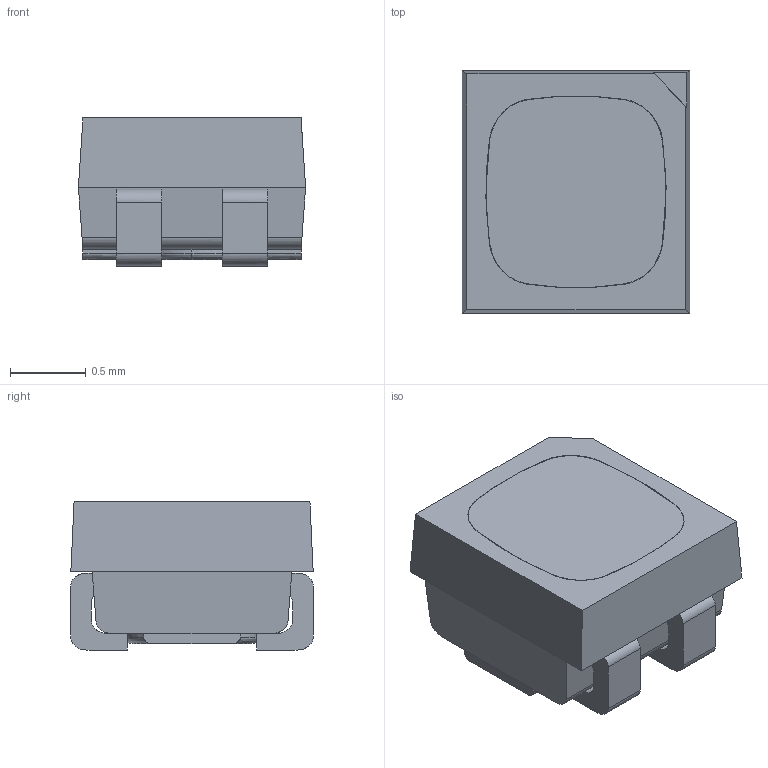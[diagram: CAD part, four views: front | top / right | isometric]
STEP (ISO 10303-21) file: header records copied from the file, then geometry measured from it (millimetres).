
FILE_DESCRIPTION(/* description */ ('STEP AP214'),/* implementation_level */ '2;1');
FILE_NAME(/* name */ 'RS-1515MBAM.STEP',/* time_stamp */ '2023-11-08T23:06:09+13:00',/* author */ ('James'),/* organization */ (''),/* preprocessor_version */ 'ST-DEVELOPER v19.2',/* originating_system */ 'Autodesk Inventor 2024',/* authorisation */ '');
FILE_SCHEMA (('AUTOMOTIVE_DESIGN { 1 0 10303 214 3 1 1 }'));
Length unit declared in the file: millimetre
Products named in the file (1): RS-1515MBAM
Bounding box: 1.5 x 1.6 x 0.98 mm (x, y, z)
Volume: 1.4 mm3; surface area: 19.3 mm2
Topology: 7 solids, 7 shells, 121 faces, 303 edges, 198 vertices
Faces by surface type: plane 66, bspline 55
Entity records: 5171 total; most frequent: CARTESIAN_POINT 2255, ORIENTED_EDGE 606, DIRECTION 481, EDGE_CURVE 303, VERTEX_POINT 198, LINE 197, VECTOR 197, AXIS2_PLACEMENT_3D 142
